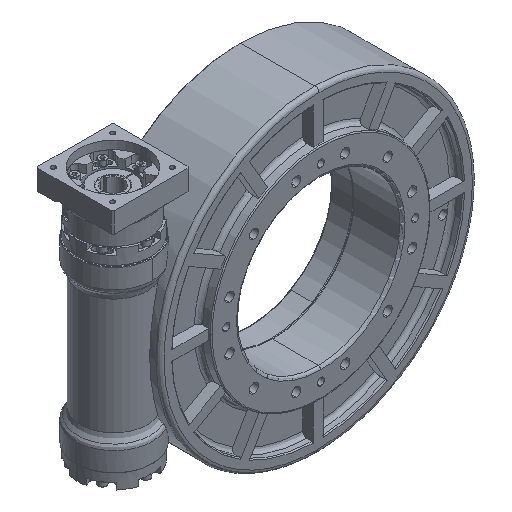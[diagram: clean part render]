
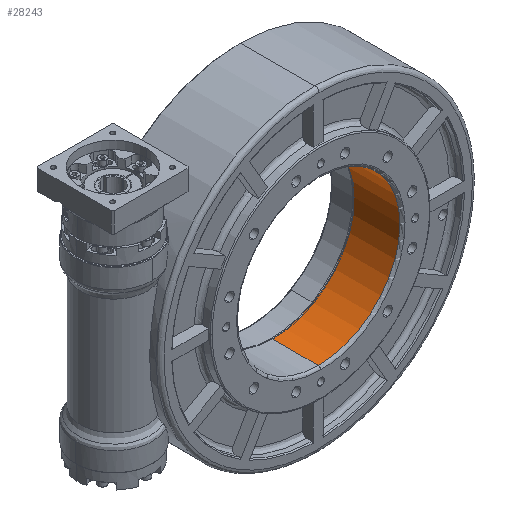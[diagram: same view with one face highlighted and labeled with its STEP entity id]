
A CAD part, isometric view. The second image highlights one B-rep face of the part: STEP entity #28243.
In plain terms, the highlighted cylindrical face has radius 160 mm (diameter 320 mm), a partial arc.
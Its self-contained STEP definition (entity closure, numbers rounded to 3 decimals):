
#383 = DIRECTION ( 'NONE',  ( 0., 0., -1. ) ) ;
#522 = DIRECTION ( 'NONE',  ( 0., 0., -1. ) ) ;
#664 = DIRECTION ( 'NONE',  ( 0., -1., 0. ) ) ;
#2164 = DIRECTION ( 'NONE',  ( 0., -1., 0. ) ) ;
#4234 = VERTEX_POINT ( 'NONE', #12447 ) ;
#6098 = CIRCLE ( 'NONE', #9852, 160. ) ;
#8963 = ORIENTED_EDGE ( 'NONE', *, *, #52072, .T. ) ;
#9852 = AXIS2_PLACEMENT_3D ( 'NONE', #22087, #22964, #522 ) ;
#12090 = DIRECTION ( 'NONE',  ( 0., -1., 0. ) ) ;
#12447 = CARTESIAN_POINT ( 'NONE',  ( 0., 70., -160. ) ) ;
#15204 = ORIENTED_EDGE ( 'NONE', *, *, #40139, .T. ) ;
#16698 = CARTESIAN_POINT ( 'NONE',  ( 0., 70., 0. ) ) ;
#16821 = AXIS2_PLACEMENT_3D ( 'NONE', #47925, #34816, #45191 ) ;
#19612 = CIRCLE ( 'NONE', #16821, 160. ) ;
#22087 = CARTESIAN_POINT ( 'NONE',  ( 0., 70., 0. ) ) ;
#22964 = DIRECTION ( 'NONE',  ( 0., 1., 0. ) ) ;
#23468 = AXIS2_PLACEMENT_3D ( 'NONE', #16698, #664, #383 ) ;
#24086 = LINE ( 'NONE', #46776, #26564 ) ;
#26564 = VECTOR ( 'NONE', #12090, 1000. ) ;
#28243 = ADVANCED_FACE ( 'NONE', ( #57205 ), #52541, .F. ) ;
#31984 = EDGE_LOOP ( 'NONE', ( #40021, #15204, #8963, #51512 ) ) ;
#32813 = CARTESIAN_POINT ( 'NONE',  ( 0., 70., -160. ) ) ;
#33343 = CARTESIAN_POINT ( 'NONE',  ( 0., 70., 160. ) ) ;
#34816 = DIRECTION ( 'NONE',  ( 0., -1., 0. ) ) ;
#35351 = CARTESIAN_POINT ( 'NONE',  ( 0., -20., -160. ) ) ;
#39221 = EDGE_CURVE ( 'NONE', #57215, #41127, #24086, .T. ) ;
#40021 = ORIENTED_EDGE ( 'NONE', *, *, #39221, .F. ) ;
#40139 = EDGE_CURVE ( 'NONE', #57215, #4234, #6098, .T. ) ;
#41127 = VERTEX_POINT ( 'NONE', #55306 ) ;
#41779 = VECTOR ( 'NONE', #2164, 1000. ) ;
#43604 = EDGE_CURVE ( 'NONE', #57369, #41127, #19612, .T. ) ;
#45191 = DIRECTION ( 'NONE',  ( 1., 0., 0. ) ) ;
#46776 = CARTESIAN_POINT ( 'NONE',  ( 0., 70., 160. ) ) ;
#47925 = CARTESIAN_POINT ( 'NONE',  ( 0., -20., 0. ) ) ;
#51512 = ORIENTED_EDGE ( 'NONE', *, *, #43604, .T. ) ;
#52072 = EDGE_CURVE ( 'NONE', #4234, #57369, #54645, .T. ) ;
#52541 = CYLINDRICAL_SURFACE ( 'NONE', #23468, 160. ) ;
#54645 = LINE ( 'NONE', #32813, #41779 ) ;
#55306 = CARTESIAN_POINT ( 'NONE',  ( 0., -20., 160. ) ) ;
#57205 = FACE_OUTER_BOUND ( 'NONE', #31984, .T. ) ;
#57215 = VERTEX_POINT ( 'NONE', #33343 ) ;
#57369 = VERTEX_POINT ( 'NONE', #35351 ) ;
